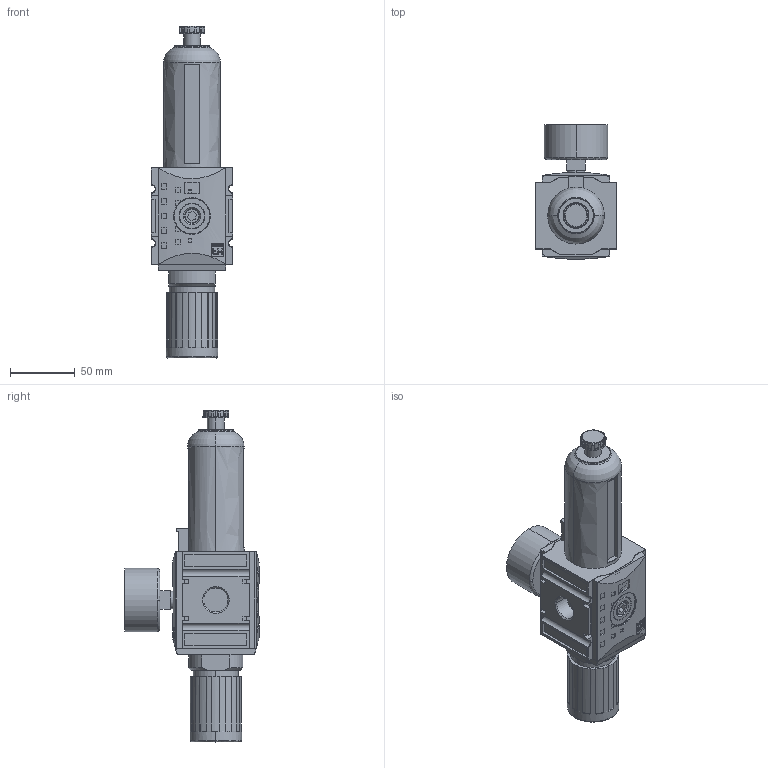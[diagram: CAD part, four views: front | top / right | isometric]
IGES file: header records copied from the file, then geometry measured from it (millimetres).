
Start section: SolidWorks IGES file using analytic representation for surfaces
Global section: file name: KFRG-212 G.IGS; native system: SolidWorks 2013; preprocessor: SolidWorks 2013; author: technolog; date: 140113.094031; units: millimetre
Bounding box: 63 x 104.06 x 257.2 mm (x, y, z)
Surface area: 90189 mm2 (no closed solid volume)
Topology: 0 solids, 3 shells, 1034 faces, 6654 edges, 8541 vertices
Faces by surface type: plane 644, revolution 312, bspline 78
